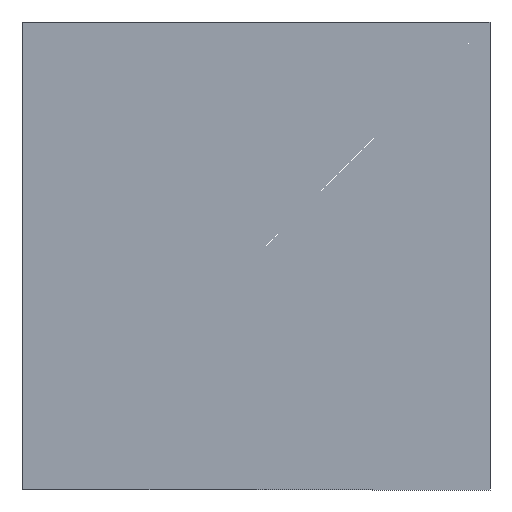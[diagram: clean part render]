
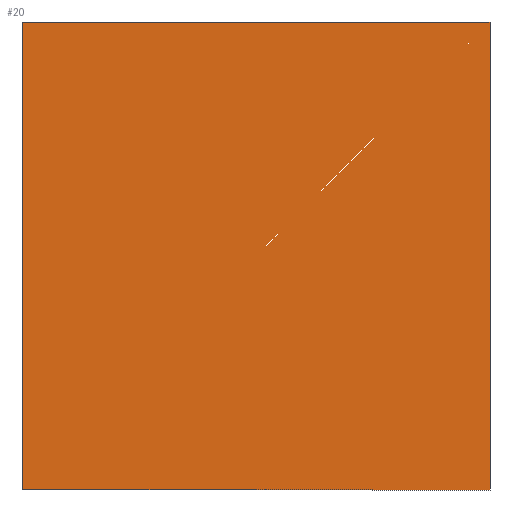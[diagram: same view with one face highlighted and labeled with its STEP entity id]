
A CAD part, front view. The second image highlights one B-rep face of the part: STEP entity #20.
In plain terms, the highlighted planar face has unit normal (0, -1, 0).
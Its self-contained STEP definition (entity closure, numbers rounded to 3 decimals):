
#2 = ORIENTED_EDGE ( 'NONE', *, *, #201, .F. ) ;
#9 = EDGE_LOOP ( 'NONE', ( #68, #73, #172, #2 ) ) ;
#20 = ADVANCED_FACE ( 'NONE', ( #196 ), #158, .F. ) ;
#24 = CARTESIAN_POINT ( 'NONE',  ( -1.5, 0., -1.5 ) ) ;
#25 = CARTESIAN_POINT ( 'NONE',  ( -1.5, 0., -1.5 ) ) ;
#53 = LINE ( 'NONE', #24, #131 ) ;
#57 = DIRECTION ( 'NONE',  ( 0., 0., -1. ) ) ;
#68 = ORIENTED_EDGE ( 'NONE', *, *, #364, .F. ) ;
#73 = ORIENTED_EDGE ( 'NONE', *, *, #197, .F. ) ;
#78 = VECTOR ( 'NONE', #178, 1000. ) ;
#83 = CARTESIAN_POINT ( 'NONE',  ( -1.5, 0., 1.5 ) ) ;
#92 = DIRECTION ( 'NONE',  ( 0., 1., 0. ) ) ;
#96 = CARTESIAN_POINT ( 'NONE',  ( 1.5, 0., -1.5 ) ) ;
#107 = DIRECTION ( 'NONE',  ( 0., 0., 1. ) ) ;
#123 = VERTEX_POINT ( 'NONE', #83 ) ;
#131 = VECTOR ( 'NONE', #378, 1000. ) ;
#146 = CARTESIAN_POINT ( 'NONE',  ( -1.5, 0., -1.5 ) ) ;
#158 = PLANE ( 'NONE',  #300 ) ;
#166 = VECTOR ( 'NONE', #57, 1000. ) ;
#172 = ORIENTED_EDGE ( 'NONE', *, *, #221, .F. ) ;
#178 = DIRECTION ( 'NONE',  ( 1., 0., 0. ) ) ;
#196 = FACE_OUTER_BOUND ( 'NONE', #9, .T. ) ;
#197 = EDGE_CURVE ( 'NONE', #239, #203, #53, .T. ) ;
#201 = EDGE_CURVE ( 'NONE', #123, #222, #236, .T. ) ;
#203 = VERTEX_POINT ( 'NONE', #146 ) ;
#221 = EDGE_CURVE ( 'NONE', #222, #239, #243, .T. ) ;
#222 = VERTEX_POINT ( 'NONE', #242 ) ;
#236 = LINE ( 'NONE', #375, #78 ) ;
#239 = VERTEX_POINT ( 'NONE', #96 ) ;
#242 = CARTESIAN_POINT ( 'NONE',  ( 1.5, 0., 1.5 ) ) ;
#243 = LINE ( 'NONE', #311, #166 ) ;
#258 = LINE ( 'NONE', #25, #359 ) ;
#300 = AXIS2_PLACEMENT_3D ( 'NONE', #346, #92, #107 ) ;
#311 = CARTESIAN_POINT ( 'NONE',  ( 1.5, 0., -1.5 ) ) ;
#346 = CARTESIAN_POINT ( 'NONE',  ( 0., 0., 0. ) ) ;
#359 = VECTOR ( 'NONE', #411, 1000. ) ;
#364 = EDGE_CURVE ( 'NONE', #203, #123, #258, .T. ) ;
#375 = CARTESIAN_POINT ( 'NONE',  ( -1.5, 0., 1.5 ) ) ;
#378 = DIRECTION ( 'NONE',  ( -1., 0., 0. ) ) ;
#411 = DIRECTION ( 'NONE',  ( 0., 0., 1. ) ) ;
